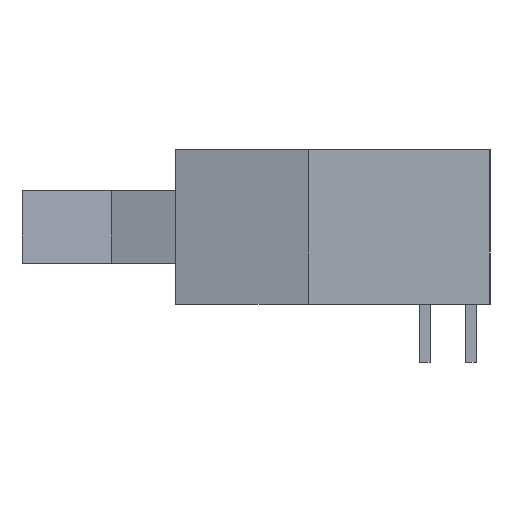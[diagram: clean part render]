
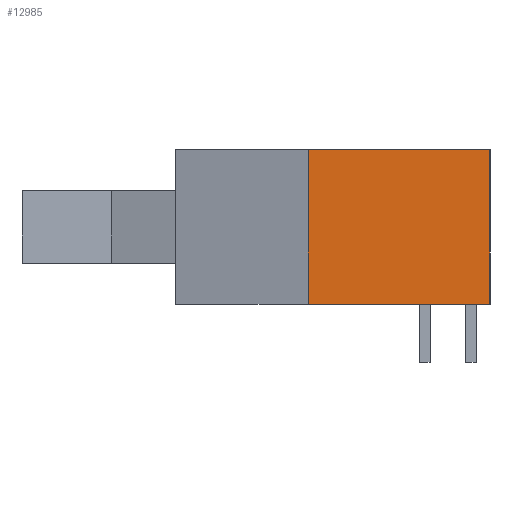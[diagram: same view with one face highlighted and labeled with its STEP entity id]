
A CAD part, left-side view. The second image highlights one B-rep face of the part: STEP entity #12985.
In plain terms, the highlighted planar face has unit normal (-1, 0, 0).
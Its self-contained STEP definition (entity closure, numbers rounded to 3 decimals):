
#11893=CARTESIAN_POINT('',(-31.4,7.676,8.5));
#11894=VERTEX_POINT('',#11893);
#11901=CARTESIAN_POINT('',(-31.4,-2.324,8.5));
#11902=VERTEX_POINT('',#11901);
#11903=CARTESIAN_POINT('',(-31.4,2.676,8.5));
#11904=DIRECTION('',(-0.0,1.0,0.0));
#11905=VECTOR('',#11904,1.0);
#11906=LINE('',#11903,#11905);
#11907=EDGE_CURVE('n� 1137',#11902,#11894,#11906,.T.);
#12955=ORIENTED_EDGE('',*,*,#11907,.T.);
#12956=CARTESIAN_POINT('',(-31.4,7.676,0.0));
#12957=VERTEX_POINT('',#12956);
#12958=CARTESIAN_POINT('',(-31.4,7.676,4.25));
#12959=DIRECTION('',(0.0,0.0,1.0));
#12960=VECTOR('',#12959,1.0);
#12961=LINE('',#12958,#12960);
#12962=EDGE_CURVE('n� 1117',#12957,#11894,#12961,.T.);
#12963=ORIENTED_EDGE('',*,*,#12962,.F.);
#12964=CARTESIAN_POINT('',(-31.4,-2.324,0.0));
#12965=VERTEX_POINT('',#12964);
#12966=CARTESIAN_POINT('',(-31.4,6.326,0.0));
#12967=DIRECTION('',(-0.0,1.0,0.0));
#12968=VECTOR('',#12967,1.0);
#12969=LINE('',#12966,#12968);
#12970=EDGE_CURVE('n� 404',#12965,#12957,#12969,.T.);
#12971=ORIENTED_EDGE('',*,*,#12970,.F.);
#12972=CARTESIAN_POINT('',(-31.4,-2.324,4.25));
#12973=DIRECTION('',(0.0,0.0,-1.0));
#12974=VECTOR('',#12973,1.0);
#12975=LINE('',#12972,#12974);
#12976=EDGE_CURVE('n� 887',#11902,#12965,#12975,.T.);
#12977=ORIENTED_EDGE('',*,*,#12976,.F.);
#12978=EDGE_LOOP('',(#12955,#12963,#12971,#12977));
#12979=FACE_OUTER_BOUND('',#12978,.T.);
#12980=CARTESIAN_POINT('',(-31.4,7.676,0.0));
#12981=DIRECTION('',(-1.0,0.0,0.0));
#12982=DIRECTION('',(0.0,-1.0,0.0));
#12983=AXIS2_PLACEMENT_3D('',#12980,#12981,#12982);
#12984=PLANE('',#12983);
#12985=ADVANCED_FACE('n� 1133',(#12979),#12984,.T.);
